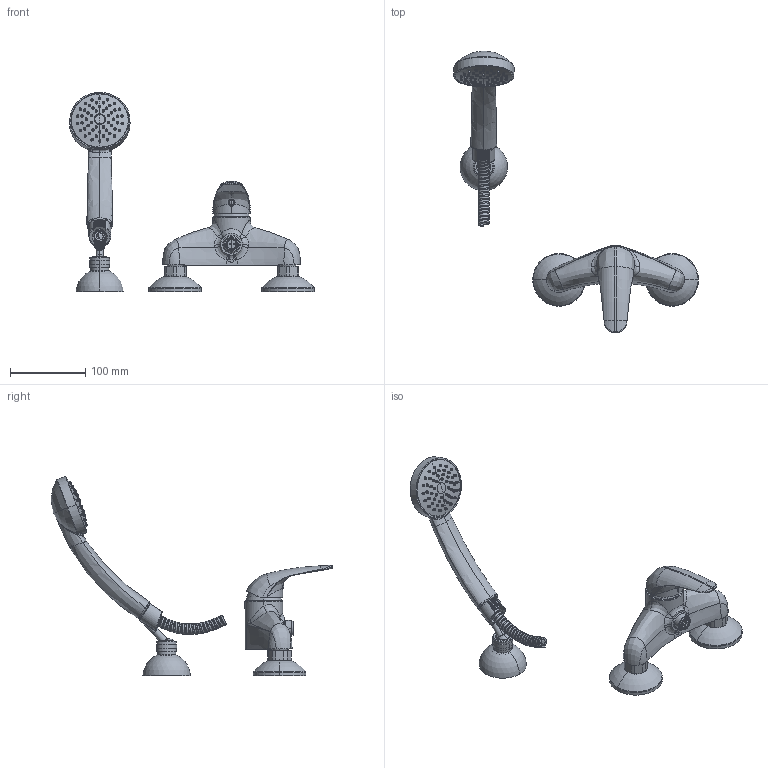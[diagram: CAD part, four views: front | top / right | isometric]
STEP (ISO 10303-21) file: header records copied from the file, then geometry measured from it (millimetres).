
FILE_DESCRIPTION((''),'2;1');
FILE_NAME('DU168DCR','2021-11-09T13:58:07',('ut3'),('PAFFONI SpA'),'CREO PARAMETRIC BY PTC INC, 2020044','CREO PARAMETRIC BY PTC INC, 2020044','');
FILE_SCHEMA(('CONFIG_CONTROL_DESIGN','SHAPE_APPEARANCE_LAYERS_GROUPS'));
Products named in the file (1): DU168DCR
Bounding box: 325.07 x 373.4 x 264.67 mm (x, y, z)
Volume: 276141.7 mm3; surface area: 223608.6 mm2
Topology: 3 solids, 4 shells, 2534 faces, 6863 edges, 4397 vertices
Faces by surface type: plane 1049, cylinder 624, cone 326, torus 292, bspline 183, sphere 48, extrusion 12
Entity records: 122482 total; most frequent: CARTESIAN_POINT 41435, ORIENTED_EDGE 13662, DIRECTION 12741, EDGE_CURVE 6831, AXIS2_PLACEMENT_3D 4881, VERTEX_POINT 4397, VECTOR 2979, LINE 2967
